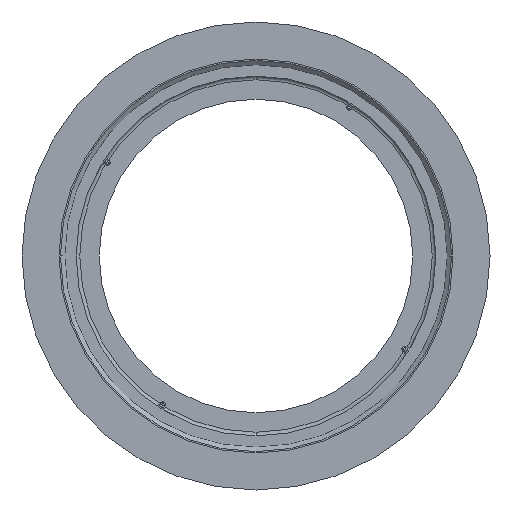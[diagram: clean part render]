
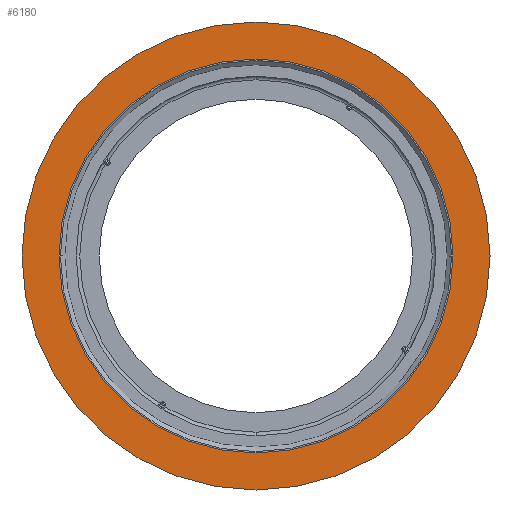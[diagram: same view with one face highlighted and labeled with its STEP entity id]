
A CAD part, front view. The second image highlights one B-rep face of the part: STEP entity #6180.
In plain terms, the highlighted planar face has unit normal (0, -1, 0).
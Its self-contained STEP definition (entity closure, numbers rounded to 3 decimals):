
#214 = VERTEX_POINT ( 'NONE', #5901 ) ;
#300 = DIRECTION ( 'NONE',  ( 0., 1., 0. ) ) ;
#401 = CARTESIAN_POINT ( 'NONE',  ( 0., -28., 272.75 ) ) ;
#667 = DIRECTION ( 'NONE',  ( 0., 1., 0. ) ) ;
#702 = AXIS2_PLACEMENT_3D ( 'NONE', #2395, #6748, #3029 ) ;
#748 = CARTESIAN_POINT ( 'NONE',  ( 0., -28., -272.75 ) ) ;
#995 = AXIS2_PLACEMENT_3D ( 'NONE', #6014, #2293, #6645 ) ;
#1221 = FACE_OUTER_BOUND ( 'NONE', #7234, .T. ) ;
#1233 = AXIS2_PLACEMENT_3D ( 'NONE', #4040, #300, #4687 ) ;
#1856 = CARTESIAN_POINT ( 'NONE',  ( 0., -28., 0. ) ) ;
#1902 = PLANE ( 'NONE',  #6579 ) ;
#2217 = ORIENTED_EDGE ( 'NONE', *, *, #4122, .T. ) ;
#2293 = DIRECTION ( 'NONE',  ( 0., 1., 0. ) ) ;
#2395 = CARTESIAN_POINT ( 'NONE',  ( 0., -28., 0. ) ) ;
#2476 = DIRECTION ( 'NONE',  ( 0., 0., 1. ) ) ;
#3029 = DIRECTION ( 'NONE',  ( 0., 0., 1. ) ) ;
#3092 = EDGE_CURVE ( 'NONE', #6571, #7800, #3389, .T. ) ;
#3389 = CIRCLE ( 'NONE', #995, 272.75 ) ;
#3724 = ORIENTED_EDGE ( 'NONE', *, *, #6939, .F. ) ;
#3823 = EDGE_LOOP ( 'NONE', ( #5414, #2217 ) ) ;
#3931 = FACE_BOUND ( 'NONE', #3823, .T. ) ;
#4040 = CARTESIAN_POINT ( 'NONE',  ( 0., -28., 0. ) ) ;
#4122 = EDGE_CURVE ( 'NONE', #7800, #6571, #7857, .T. ) ;
#4402 = CARTESIAN_POINT ( 'NONE',  ( 0., -28., 272.75 ) ) ;
#4421 = CIRCLE ( 'NONE', #6956, 324. ) ;
#4632 = EDGE_CURVE ( 'NONE', #214, #6605, #7844, .T. ) ;
#4687 = DIRECTION ( 'NONE',  ( 0., 0., 1. ) ) ;
#4783 = CARTESIAN_POINT ( 'NONE',  ( 0., -28., 324. ) ) ;
#5043 = DIRECTION ( 'NONE',  ( 0., 0., 1. ) ) ;
#5414 = ORIENTED_EDGE ( 'NONE', *, *, #3092, .T. ) ;
#5901 = CARTESIAN_POINT ( 'NONE',  ( 0., -28., -324. ) ) ;
#6014 = CARTESIAN_POINT ( 'NONE',  ( 0., -28., 0. ) ) ;
#6180 = ADVANCED_FACE ( 'NONE', ( #3931, #1221 ), #1902, .F. ) ;
#6209 = DIRECTION ( 'NONE',  ( 0., 1., 0. ) ) ;
#6571 = VERTEX_POINT ( 'NONE', #401 ) ;
#6579 = AXIS2_PLACEMENT_3D ( 'NONE', #4402, #667, #5043 ) ;
#6605 = VERTEX_POINT ( 'NONE', #4783 ) ;
#6645 = DIRECTION ( 'NONE',  ( 0., 0., 1. ) ) ;
#6748 = DIRECTION ( 'NONE',  ( 0., 1., 0. ) ) ;
#6939 = EDGE_CURVE ( 'NONE', #6605, #214, #4421, .T. ) ;
#6956 = AXIS2_PLACEMENT_3D ( 'NONE', #1856, #6209, #2476 ) ;
#7234 = EDGE_LOOP ( 'NONE', ( #3724, #7639 ) ) ;
#7639 = ORIENTED_EDGE ( 'NONE', *, *, #4632, .F. ) ;
#7800 = VERTEX_POINT ( 'NONE', #748 ) ;
#7844 = CIRCLE ( 'NONE', #1233, 324. ) ;
#7857 = CIRCLE ( 'NONE', #702, 272.75 ) ;
